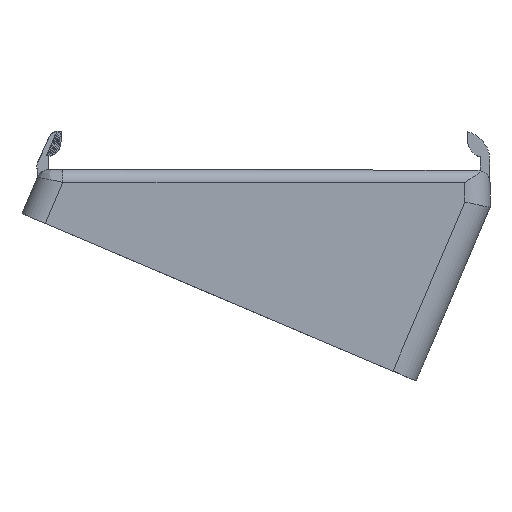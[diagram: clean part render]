
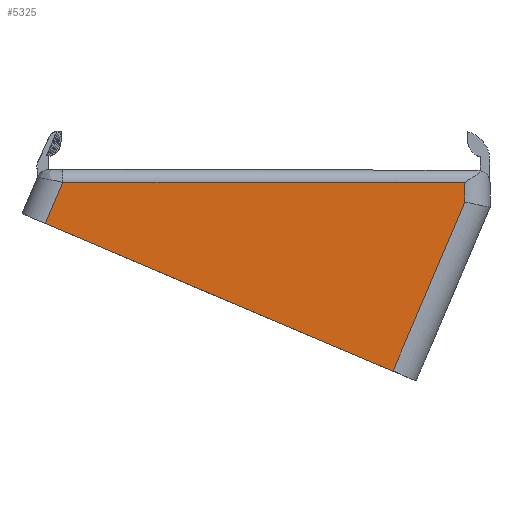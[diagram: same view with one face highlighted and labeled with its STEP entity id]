
A CAD part, left-side view. The second image highlights one B-rep face of the part: STEP entity #5325.
In plain terms, the highlighted planar face has unit normal (-1, 0, 0).
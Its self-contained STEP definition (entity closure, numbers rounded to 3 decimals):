
#65=PLANE('',#5756);
#245=LINE('',#10627,#756);
#325=LINE('',#11249,#836);
#326=LINE('',#11252,#837);
#327=LINE('',#11255,#838);
#328=LINE('',#11256,#839);
#756=VECTOR('',#6241,10.);
#836=VECTOR('',#6493,10.);
#837=VECTOR('',#6498,10.);
#838=VECTOR('',#6501,10.);
#839=VECTOR('',#6502,10.);
#1416=FACE_OUTER_BOUND('',#1734,.T.);
#1734=EDGE_LOOP('',(#4094,#4095,#4096,#4097,#4098));
#2365=VERTEX_POINT('',#10624);
#2366=VERTEX_POINT('',#10626);
#2435=VERTEX_POINT('',#11239);
#2436=VERTEX_POINT('',#11248);
#2437=VERTEX_POINT('',#11254);
#2913=EDGE_CURVE('',#2366,#2365,#245,.T.);
#3044=EDGE_CURVE('',#2435,#2436,#325,.T.);
#3046=EDGE_CURVE('',#2436,#2365,#326,.T.);
#3047=EDGE_CURVE('',#2437,#2435,#327,.T.);
#3048=EDGE_CURVE('',#2366,#2437,#328,.T.);
#4094=ORIENTED_EDGE('',*,*,#3046,.F.);
#4095=ORIENTED_EDGE('',*,*,#3044,.F.);
#4096=ORIENTED_EDGE('',*,*,#3047,.F.);
#4097=ORIENTED_EDGE('',*,*,#3048,.F.);
#4098=ORIENTED_EDGE('',*,*,#2913,.T.);
#5325=ADVANCED_FACE('',(#1416),#65,.T.);
#5756=AXIS2_PLACEMENT_3D('',#11253,#6499,#6500);
#6241=DIRECTION('',(0.,-0.921,-0.391));
#6493=DIRECTION('',(0.,0.,-1.));
#6498=DIRECTION('',(0.,0.391,-0.921));
#6499=DIRECTION('center_axis',(-1.,0.,0.));
#6500=DIRECTION('ref_axis',(0.,-0.921,-0.391));
#6501=DIRECTION('',(0.,-1.,-0.001));
#6502=DIRECTION('',(0.,-0.391,0.921));
#10624=CARTESIAN_POINT('',(-15.,20.054,-44.943));
#10626=CARTESIAN_POINT('',(-15.,75.085,-21.584));
#10627=CARTESIAN_POINT('',(-15.,76.005,-21.193));
#11239=CARTESIAN_POINT('',(-15.,8.702,-15.135));
#11248=CARTESIAN_POINT('',(-15.,8.702,-18.198));
#11249=CARTESIAN_POINT('',(-15.,8.702,-19.878));
#11252=CARTESIAN_POINT('',(-15.,18.882,-42.181));
#11253=CARTESIAN_POINT('Origin',(-15.,72.322,-22.756));
#11254=CARTESIAN_POINT('',(-15.,72.313,-15.054));
#11255=CARTESIAN_POINT('',(-15.,73.356,-15.053));
#11256=CARTESIAN_POINT('',(-15.,74.291,-19.714));
